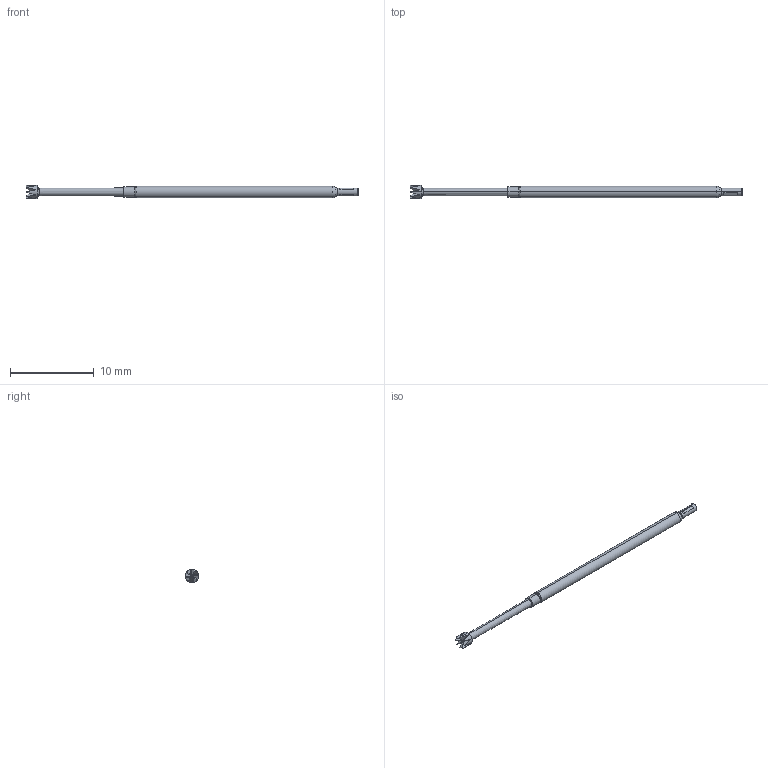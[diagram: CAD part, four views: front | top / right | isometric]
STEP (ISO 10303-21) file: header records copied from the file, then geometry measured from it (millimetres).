
FILE_DESCRIPTION (( 'STEP AP214' ), '1' );
FILE_NAME ('X75-PRP4058_.STEP', '2021-11-24T22:52:55', ( '' ), ( '' ), 'SwSTEP 2.0', 'SolidWorks 2020', '' );
FILE_SCHEMA (( 'AUTOMOTIVE_DESIGN' ));
Length unit declared in the file: inch
Products named in the file (1): X75-PRP4058_
Bounding box: 39.62 x 1.56 x 1.56 mm (x, y, z)
Volume: 27.1 mm3; surface area: 274.3 mm2
Topology: 1 solids, 1 shells, 130 faces, 310 edges, 188 vertices
Faces by surface type: cylinder 32, plane 29, cone 25, bspline 24, torus 20
Entity records: 8943 total; most frequent: CARTESIAN_POINT 4459, ORIENTED_EDGE 620, DIRECTION 507, EDGE_CURVE 310, AXIS2_PLACEMENT_3D 216, VERTEX_POINT 188, EDGE_LOOP 136, DIMENSIONAL_EXPONENTS 133
